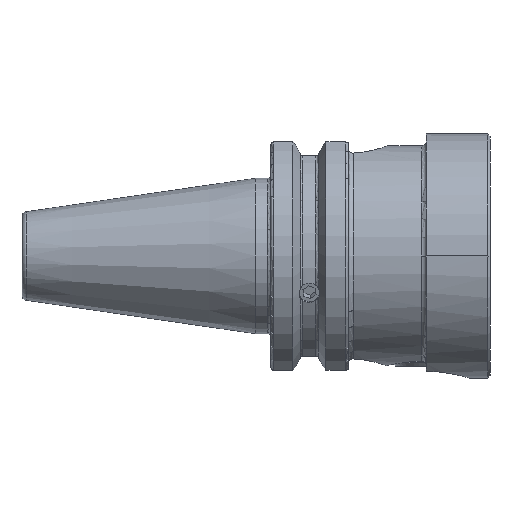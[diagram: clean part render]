
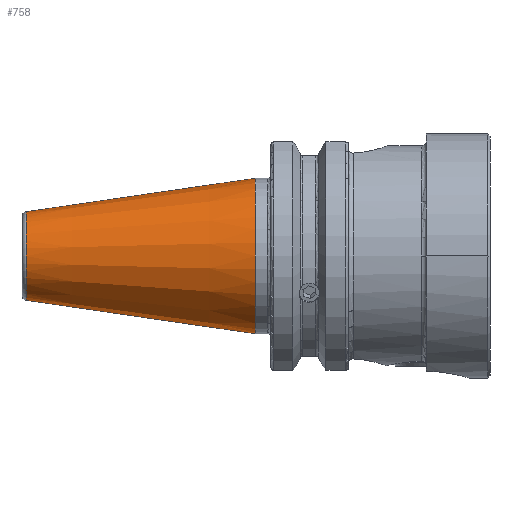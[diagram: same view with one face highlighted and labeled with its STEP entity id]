
A CAD part, front view. The second image highlights one B-rep face of the part: STEP entity #758.
In plain terms, the highlighted conical face has half-angle 8.297 degrees and reference radius 15.875 mm.
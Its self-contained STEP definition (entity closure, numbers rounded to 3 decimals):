
#198 = CARTESIAN_POINT ( 'NONE',  ( -46.794, 0., 9.051 ) ) ;
#276 = DIRECTION ( 'NONE',  ( 0., 0., -1. ) ) ;
#383 = AXIS2_PLACEMENT_3D ( 'NONE', #3556, #1101, #3434 ) ;
#394 = ORIENTED_EDGE ( 'NONE', *, *, #1651, .T. ) ;
#546 = ORIENTED_EDGE ( 'NONE', *, *, #1026, .T. ) ;
#751 = VECTOR ( 'NONE', #4502, 1000. ) ;
#754 = CARTESIAN_POINT ( 'NONE',  ( 0., 0., 0. ) ) ;
#758 = ADVANCED_FACE ( 'NONE', ( #2613 ), #1151, .T. ) ;
#849 = DIRECTION ( 'NONE',  ( 0.99, 0., 0.144 ) ) ;
#1026 = EDGE_CURVE ( 'NONE', #6740, #6248, #4581, .T. ) ;
#1029 = VECTOR ( 'NONE', #849, 1000. ) ;
#1101 = DIRECTION ( 'NONE',  ( -1., 0., 0. ) ) ;
#1151 = CONICAL_SURFACE ( 'NONE', #7231, 15.875, 0.145 ) ;
#1403 = LINE ( 'NONE', #4964, #1029 ) ;
#1468 = ORIENTED_EDGE ( 'NONE', *, *, #5472, .F. ) ;
#1651 = EDGE_CURVE ( 'NONE', #6248, #1724, #4243, .T. ) ;
#1724 = VERTEX_POINT ( 'NONE', #2586 ) ;
#1964 = DIRECTION ( 'NONE',  ( 0., 0., 1. ) ) ;
#2237 = CIRCLE ( 'NONE', #383, 9.051 ) ;
#2586 = CARTESIAN_POINT ( 'NONE',  ( 0., 0., 15.875 ) ) ;
#2613 = FACE_OUTER_BOUND ( 'NONE', #4366, .T. ) ;
#2685 = CARTESIAN_POINT ( 'NONE',  ( 0., 0., 0. ) ) ;
#2737 = EDGE_CURVE ( 'NONE', #4530, #1724, #1403, .T. ) ;
#3228 = DIRECTION ( 'NONE',  ( 1., 0., 0. ) ) ;
#3292 = CARTESIAN_POINT ( 'NONE',  ( 0., 0., -15.875 ) ) ;
#3364 = AXIS2_PLACEMENT_3D ( 'NONE', #754, #6049, #1964 ) ;
#3434 = DIRECTION ( 'NONE',  ( 0., 0., 1. ) ) ;
#3556 = CARTESIAN_POINT ( 'NONE',  ( -46.794, 0., 0. ) ) ;
#4243 = CIRCLE ( 'NONE', #3364, 15.875 ) ;
#4366 = EDGE_LOOP ( 'NONE', ( #7027, #1468, #546, #394 ) ) ;
#4502 = DIRECTION ( 'NONE',  ( 0.99, 0., -0.144 ) ) ;
#4530 = VERTEX_POINT ( 'NONE', #198 ) ;
#4581 = LINE ( 'NONE', #6964, #751 ) ;
#4964 = CARTESIAN_POINT ( 'NONE',  ( 0., 0., 15.875 ) ) ;
#5472 = EDGE_CURVE ( 'NONE', #6740, #4530, #2237, .T. ) ;
#5577 = CARTESIAN_POINT ( 'NONE',  ( -46.794, 0., -9.051 ) ) ;
#6049 = DIRECTION ( 'NONE',  ( -1., 0., 0. ) ) ;
#6248 = VERTEX_POINT ( 'NONE', #3292 ) ;
#6740 = VERTEX_POINT ( 'NONE', #5577 ) ;
#6964 = CARTESIAN_POINT ( 'NONE',  ( 0., 0., -15.875 ) ) ;
#7027 = ORIENTED_EDGE ( 'NONE', *, *, #2737, .F. ) ;
#7231 = AXIS2_PLACEMENT_3D ( 'NONE', #2685, #3228, #276 ) ;
